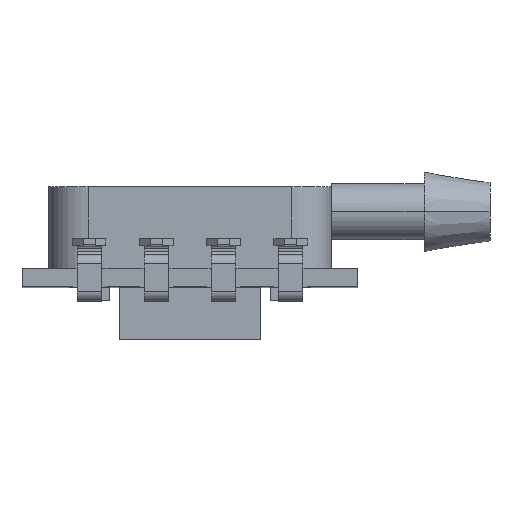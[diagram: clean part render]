
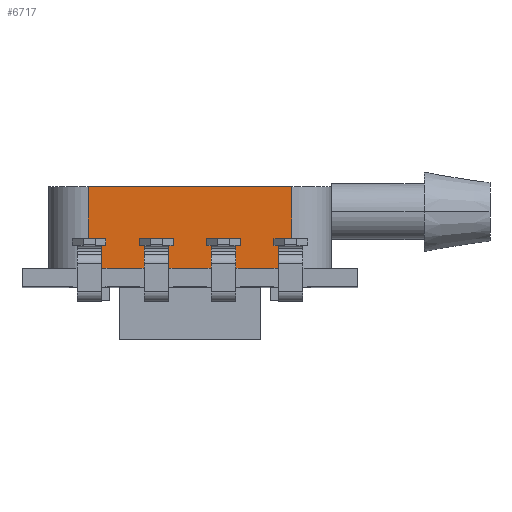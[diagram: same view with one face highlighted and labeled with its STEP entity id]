
A CAD part, top view. The second image highlights one B-rep face of the part: STEP entity #6717.
In plain terms, the highlighted planar face has unit normal (0, 0, 1).
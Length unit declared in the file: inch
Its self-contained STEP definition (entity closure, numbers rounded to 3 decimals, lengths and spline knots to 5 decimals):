
#956 = AXIS2_PLACEMENT_3D ( 'NONE', #8544, #8532, #8531 ) ;
#2404 = EDGE_LOOP ( 'NONE', ( #5046, #5045, #5044, #5043 ) ) ;
#3774 = VERTEX_POINT ( 'NONE', #7424 ) ;
#3778 = VERTEX_POINT ( 'NONE', #7394 ) ;
#3830 = VERTEX_POINT ( 'NONE', #7851 ) ;
#3833 = VERTEX_POINT ( 'NONE', #7841 ) ;
#4072 = DIRECTION ( 'NONE',  ( 1., 0., 0. ) ) ;
#4080 = CARTESIAN_POINT ( 'NONE',  ( -0.1515, 0.01378, 0.2105 ) ) ;
#5043 = ORIENTED_EDGE ( 'NONE', *, *, #9962, .T. ) ;
#5044 = ORIENTED_EDGE ( 'NONE', *, *, #9967, .F. ) ;
#5045 = ORIENTED_EDGE ( 'NONE', *, *, #9966, .F. ) ;
#5046 = ORIENTED_EDGE ( 'NONE', *, *, #9818, .T. ) ;
#5382 = VECTOR ( 'NONE', #6863, 39.37008 ) ;
#5383 = LINE ( 'NONE', #6865, #5382 ) ;
#5391 = VECTOR ( 'NONE', #6879, 39.37008 ) ;
#5392 = LINE ( 'NONE', #6880, #5391 ) ;
#5432 = LINE ( 'NONE', #6868, #5442 ) ;
#5442 = VECTOR ( 'NONE', #6867, 39.37008 ) ;
#5677 = LINE ( 'NONE', #4080, #5679 ) ;
#5679 = VECTOR ( 'NONE', #4072, 39.37008 ) ;
#6406 = FACE_OUTER_BOUND ( 'NONE', #2404, .T. ) ;
#6717 = ADVANCED_FACE ( 'NONE', ( #6406 ), #8537, .F. ) ;
#6863 = DIRECTION ( 'NONE',  ( 1., 0., 0. ) ) ;
#6865 = CARTESIAN_POINT ( 'NONE',  ( -0.1515, 0.13578, 0.2105 ) ) ;
#6867 = DIRECTION ( 'NONE',  ( 0., -1., 0. ) ) ;
#6868 = CARTESIAN_POINT ( 'NONE',  ( 0.1515, 0.13578, 0.2105 ) ) ;
#6879 = DIRECTION ( 'NONE',  ( 0., -1., 0. ) ) ;
#6880 = CARTESIAN_POINT ( 'NONE',  ( -0.1515, 0.13578, 0.2105 ) ) ;
#7394 = CARTESIAN_POINT ( 'NONE',  ( -0.1515, 0.13578, 0.2105 ) ) ;
#7424 = CARTESIAN_POINT ( 'NONE',  ( 0.1515, 0.13578, 0.2105 ) ) ;
#7841 = CARTESIAN_POINT ( 'NONE',  ( -0.1515, 0.01378, 0.2105 ) ) ;
#7851 = CARTESIAN_POINT ( 'NONE',  ( 0.1515, 0.01378, 0.2105 ) ) ;
#8531 = DIRECTION ( 'NONE',  ( -1., 0., 0. ) ) ;
#8532 = DIRECTION ( 'NONE',  ( 0., 0., -1. ) ) ;
#8537 = PLANE ( 'NONE',  #956 ) ;
#8544 = CARTESIAN_POINT ( 'NONE',  ( -0.1515, 0.13578, 0.2105 ) ) ;
#9818 = EDGE_CURVE ( 'NONE', #3833, #3830, #5677, .T. ) ;
#9962 = EDGE_CURVE ( 'NONE', #3778, #3833, #5392, .T. ) ;
#9966 = EDGE_CURVE ( 'NONE', #3774, #3830, #5432, .T. ) ;
#9967 = EDGE_CURVE ( 'NONE', #3778, #3774, #5383, .T. ) ;
